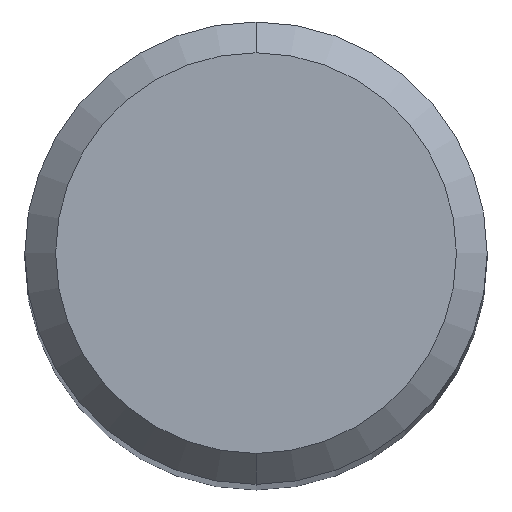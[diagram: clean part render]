
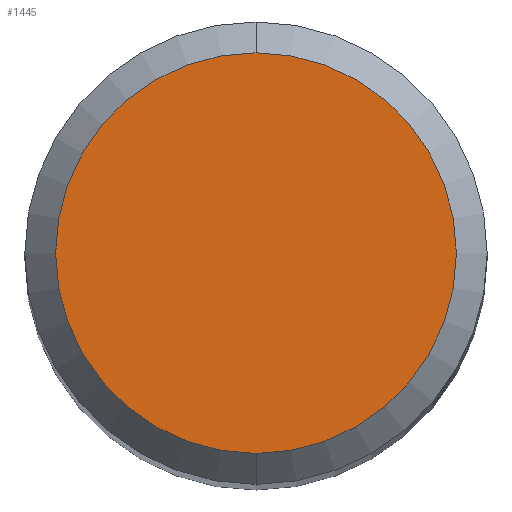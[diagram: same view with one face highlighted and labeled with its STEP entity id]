
A CAD part, top view. The second image highlights one B-rep face of the part: STEP entity #1445.
In plain terms, the highlighted planar face has unit normal (0, 0, 1).
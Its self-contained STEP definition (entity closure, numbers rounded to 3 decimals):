
#655=VERTEX_POINT('',#1717);
#801=EDGE_CURVE('',#1155,#655,#1877,.T.);
#1155=VERTEX_POINT('',#2264);
#1445=ADVANCED_FACE('',(#2577),#2578,.T.);
#1505=EDGE_CURVE('',#655,#1155,#2644,.T.);
#1717=CARTESIAN_POINT('',(0.0,2.6,0.0));
#1877=CIRCLE('',#5572,2.6);
#2264=CARTESIAN_POINT('',(0.,-2.6,0.0));
#2577=FACE_OUTER_BOUND('',#11365,.T.);
#2578=PLANE('',#11366);
#2644=CIRCLE('',#11965,2.6);
#5572=AXIS2_PLACEMENT_3D('',#12943,#12944,#12945);
#11365=EDGE_LOOP('',(#13625,#13626));
#11366=AXIS2_PLACEMENT_3D('',#13627,#13628,#13629);
#11965=AXIS2_PLACEMENT_3D('',#13706,#13707,#13708);
#12943=CARTESIAN_POINT('',(0.0,0.0,0.0));
#12944=DIRECTION('',(0.0,0.0,-1.0));
#12945=DIRECTION('',(0.0,1.0,0.0));
#13625=ORIENTED_EDGE('',*,*,#1505,.F.);
#13626=ORIENTED_EDGE('',*,*,#801,.F.);
#13627=CARTESIAN_POINT('',(0.0,1.3,0.0));
#13628=DIRECTION('',(-0.0,0.0,1.0));
#13629=DIRECTION('',(0.0,-1.0,0.0));
#13706=CARTESIAN_POINT('',(0.0,0.0,0.0));
#13707=DIRECTION('',(0.0,0.0,-1.0));
#13708=DIRECTION('',(0.0,1.0,0.0));
